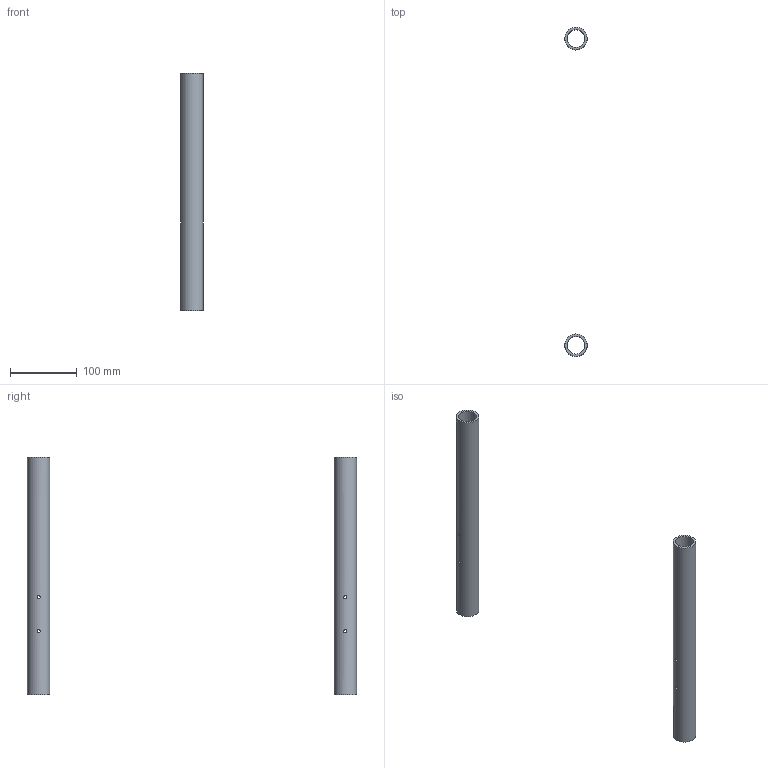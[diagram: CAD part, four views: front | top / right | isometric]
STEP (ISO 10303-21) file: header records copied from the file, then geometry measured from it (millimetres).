
FILE_DESCRIPTION(/* description */ (''),/* implementation_level */ '2;1');
FILE_NAME(/* name */ 'FE-00022_ASM_2_ASM.stp',/* time_stamp */ '2017-01-08T11:56:00-05:00',/* author */ ('jeff1'),/* organization */ (''),/* preprocessor_version */ 'ST-DEVELOPER v16.5',/* originating_system */ 'Autodesk Inventor 2017',/* authorisation */ '');
FILE_SCHEMA (('AUTOMOTIVE_DESIGN { 1 0 10303 214 3 1 1 }'));
Length unit declared in the file: inch
Products named in the file (2): FE-00022_ASM_2_ASM; FE-00026_1
Assembly tree (2 placements, depth 2):
  FE-00022_ASM_2_ASM
    FE-00026_1  x2
Bounding box: 33.4 x 492.54 x 355.6 mm (x, y, z)
Volume: 226109 mm3; surface area: 135552.6 mm2
Topology: 2 solids, 2 shells, 16 faces, 58 edges, 38 vertices
Faces by surface type: cylinder 12, plane 4
Full cylindrical faces by diameter (mm): 4.851 x8, 26.645 x2, 33.401 x2
Entity records: 530 total; most frequent: CARTESIAN_POINT 300, DIRECTION 32, EDGE_LOOP 24, ORIENTED_EDGE 24, FACE_BOUND 16, AXIS2_PLACEMENT_3D 16, VERTEX_POINT 12, EDGE_CURVE 12
